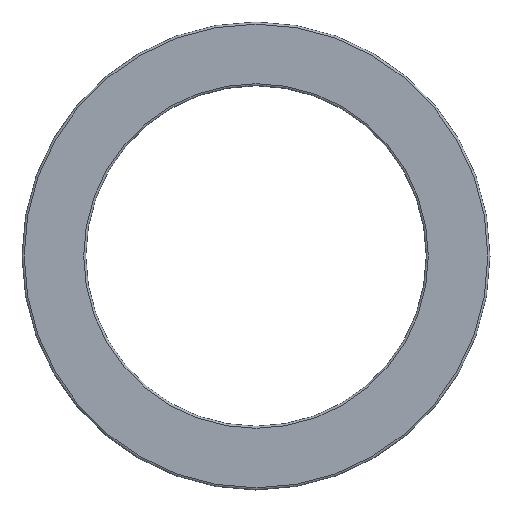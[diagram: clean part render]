
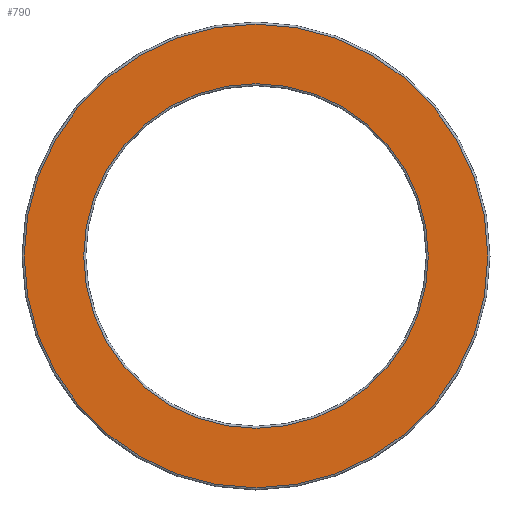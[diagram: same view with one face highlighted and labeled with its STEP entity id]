
A CAD part, left-side view. The second image highlights one B-rep face of the part: STEP entity #790.
In plain terms, the highlighted planar face has unit normal (-1, 0, 0).
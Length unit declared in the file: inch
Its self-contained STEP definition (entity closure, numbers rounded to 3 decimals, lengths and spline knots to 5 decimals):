
#23 = CARTESIAN_POINT ( 'NONE',  ( -0.453, 0., 0. ) ) ;
#39 = DIRECTION ( 'NONE',  ( -1., 0., 0. ) ) ;
#112 = CARTESIAN_POINT ( 'NONE',  ( -0.453, 0., 2.1455 ) ) ;
#132 = DIRECTION ( 'NONE',  ( 1., 0., 0. ) ) ;
#135 = CIRCLE ( 'NONE', #209, 1.595 ) ;
#171 = EDGE_LOOP ( 'NONE', ( #388 ) ) ;
#206 = ORIENTED_EDGE ( 'NONE', *, *, #588, .T. ) ;
#209 = AXIS2_PLACEMENT_3D ( 'NONE', #23, #718, #274 ) ;
#243 = VERTEX_POINT ( 'NONE', #685 ) ;
#260 = PLANE ( 'NONE',  #755 ) ;
#274 = DIRECTION ( 'NONE',  ( 0., 0., 1. ) ) ;
#385 = FACE_OUTER_BOUND ( 'NONE', #407, .T. ) ;
#388 = ORIENTED_EDGE ( 'NONE', *, *, #809, .F. ) ;
#407 = EDGE_LOOP ( 'NONE', ( #206 ) ) ;
#418 = DIRECTION ( 'NONE',  ( 0., 0., 1. ) ) ;
#419 = FACE_BOUND ( 'NONE', #171, .T. ) ;
#444 = CARTESIAN_POINT ( 'NONE',  ( -0.453, 0., 0. ) ) ;
#582 = CIRCLE ( 'NONE', #815, 2.1455 ) ;
#588 = EDGE_CURVE ( 'NONE', #792, #792, #582, .T. ) ;
#639 = DIRECTION ( 'NONE',  ( 0., 0., -1. ) ) ;
#685 = CARTESIAN_POINT ( 'NONE',  ( -0.453, 0., 1.595 ) ) ;
#718 = DIRECTION ( 'NONE',  ( -1., 0., 0. ) ) ;
#755 = AXIS2_PLACEMENT_3D ( 'NONE', #444, #132, #639 ) ;
#790 = ADVANCED_FACE ( 'NONE', ( #419, #385 ), #260, .F. ) ;
#792 = VERTEX_POINT ( 'NONE', #112 ) ;
#803 = CARTESIAN_POINT ( 'NONE',  ( -0.453, 0., 0. ) ) ;
#809 = EDGE_CURVE ( 'NONE', #243, #243, #135, .T. ) ;
#815 = AXIS2_PLACEMENT_3D ( 'NONE', #803, #39, #418 ) ;
